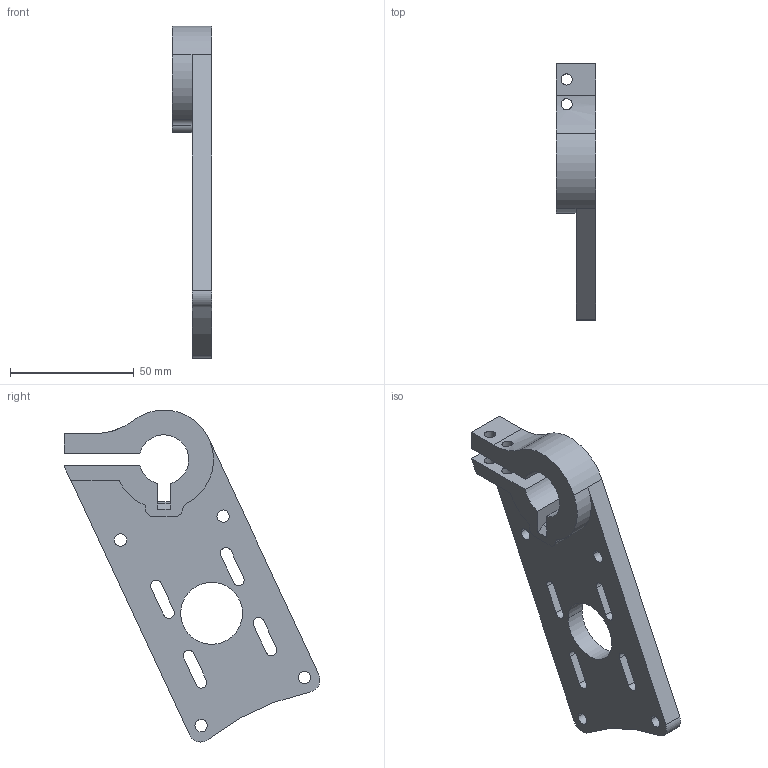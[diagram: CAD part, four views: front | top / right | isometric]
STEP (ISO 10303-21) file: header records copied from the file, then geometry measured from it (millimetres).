
FILE_DESCRIPTION(('CATIA V5 STEP Exchange'),'2;1');
FILE_NAME('Trucks 3D Symetrie.stp','2021-04-23T22:12:37+00:00',('none'),('none'),'Version 5-6 Release 2013','CATIA V5 STEP AP203','none');
FILE_SCHEMA(('CONFIG_CONTROL_DESIGN'));
Length unit declared in the file: millimetre
Products named in the file (1): Trucks.1.1
Bounding box: 16 x 103.33 x 134 mm (x, y, z)
Volume: 57183.4 mm3; surface area: 20999.3 mm2
Topology: 1 solids, 1 shells, 63 faces, 182 edges, 121 vertices
Faces by surface type: cylinder 39, plane 24
Entity records: 2063 total; most frequent: CARTESIAN_POINT 376, ORIENTED_EDGE 364, DIRECTION 274, EDGE_CURVE 182, AXIS2_PLACEMENT_3D 124, VERTEX_POINT 121, VECTOR 104, LINE 104
